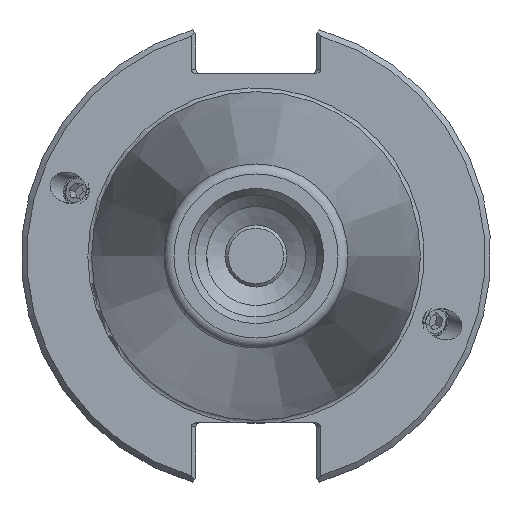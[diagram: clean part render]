
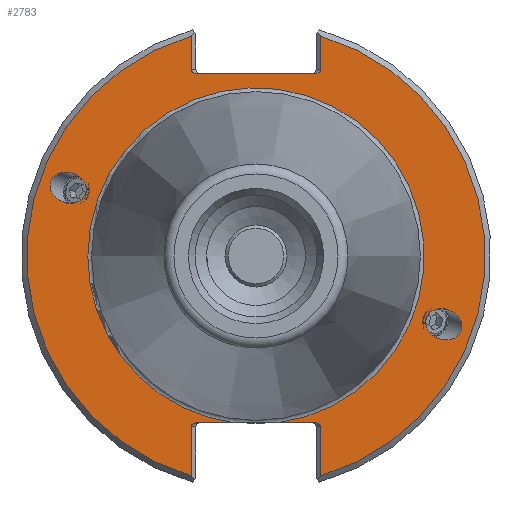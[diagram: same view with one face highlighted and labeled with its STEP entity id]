
A CAD part, left-side view. The second image highlights one B-rep face of the part: STEP entity #2783.
In plain terms, the highlighted planar face has unit normal (-1, 0, 0).
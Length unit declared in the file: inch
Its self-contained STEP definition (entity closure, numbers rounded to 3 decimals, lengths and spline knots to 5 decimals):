
#274=ELLIPSE('',#2911,0.09853,0.08071);
#275=ELLIPSE('',#2921,0.09853,0.08071);
#277=ELLIPSE('',#3002,0.02828,0.02);
#283=ELLIPSE('',#3015,0.02828,0.02);
#284=ELLIPSE('',#3019,0.02828,0.02);
#289=ELLIPSE('',#3031,0.02828,0.02);
#344=FACE_BOUND('',#776,.T.);
#345=FACE_BOUND('',#777,.T.);
#415=PLANE('',#3053);
#547=FACE_OUTER_BOUND('',#775,.T.);
#775=EDGE_LOOP('',(#2334,#2335,#2336,#2337,#2338,#2339,#2340,#2341,#2342,
#2343,#2344,#2345,#2346,#2347));
#776=EDGE_LOOP('',(#2348));
#777=EDGE_LOOP('',(#2349));
#967=CIRCLE('',#3051,0.895);
#969=CIRCLE('',#3054,1.22);
#970=CIRCLE('',#3055,1.22);
#1079=LINE('',#5634,#1216);
#1087=LINE('',#5664,#1224);
#1094=LINE('',#5690,#1231);
#1102=LINE('',#5720,#1239);
#1103=LINE('',#5733,#1240);
#1106=LINE('',#5778,#1243);
#1107=LINE('',#5781,#1244);
#1216=VECTOR('',#3549,0.1782);
#1224=VECTOR('',#3575,0.1782);
#1231=VECTOR('',#3596,0.2622);
#1239=VECTOR('',#3622,0.2622);
#1240=VECTOR('',#3635,0.63343);
#1243=VECTOR('',#3666,0.205);
#1244=VECTOR('',#3671,0.205);
#1324=VERTEX_POINT('',#4083);
#1331=VERTEX_POINT('',#4184);
#1441=VERTEX_POINT('',#5612);
#1442=VERTEX_POINT('',#5614);
#1447=VERTEX_POINT('',#5630);
#1451=VERTEX_POINT('',#5651);
#1452=VERTEX_POINT('',#5653);
#1454=VERTEX_POINT('',#5663);
#1455=VERTEX_POINT('',#5669);
#1456=VERTEX_POINT('',#5670);
#1460=VERTEX_POINT('',#5686);
#1463=VERTEX_POINT('',#5705);
#1464=VERTEX_POINT('',#5707);
#1467=VERTEX_POINT('',#5719);
#1476=VERTEX_POINT('',#5761);
#1477=VERTEX_POINT('',#5762);
#1598=EDGE_CURVE('',#1324,#1324,#274,.T.);
#1605=EDGE_CURVE('',#1331,#1331,#275,.T.);
#1738=EDGE_CURVE('',#1441,#1442,#277,.T.);
#1747=EDGE_CURVE('',#1447,#1441,#1079,.T.);
#1756=EDGE_CURVE('',#1451,#1452,#283,.T.);
#1760=EDGE_CURVE('',#1452,#1454,#1087,.T.);
#1762=EDGE_CURVE('',#1455,#1456,#284,.T.);
#1772=EDGE_CURVE('',#1460,#1455,#1094,.T.);
#1780=EDGE_CURVE('',#1463,#1464,#289,.T.);
#1785=EDGE_CURVE('',#1464,#1467,#1102,.T.);
#1790=EDGE_CURVE('',#1442,#1451,#1103,.T.);
#1801=EDGE_CURVE('',#1476,#1477,#967,.T.);
#1803=EDGE_CURVE('',#1456,#1476,#1106,.T.);
#1804=EDGE_CURVE('',#1454,#1460,#969,.T.);
#1805=EDGE_CURVE('',#1467,#1447,#970,.T.);
#1806=EDGE_CURVE('',#1477,#1463,#1107,.T.);
#2334=ORIENTED_EDGE('',*,*,#1801,.F.);
#2335=ORIENTED_EDGE('',*,*,#1803,.F.);
#2336=ORIENTED_EDGE('',*,*,#1762,.F.);
#2337=ORIENTED_EDGE('',*,*,#1772,.F.);
#2338=ORIENTED_EDGE('',*,*,#1804,.F.);
#2339=ORIENTED_EDGE('',*,*,#1760,.F.);
#2340=ORIENTED_EDGE('',*,*,#1756,.F.);
#2341=ORIENTED_EDGE('',*,*,#1790,.F.);
#2342=ORIENTED_EDGE('',*,*,#1738,.F.);
#2343=ORIENTED_EDGE('',*,*,#1747,.F.);
#2344=ORIENTED_EDGE('',*,*,#1805,.F.);
#2345=ORIENTED_EDGE('',*,*,#1785,.F.);
#2346=ORIENTED_EDGE('',*,*,#1780,.F.);
#2347=ORIENTED_EDGE('',*,*,#1806,.F.);
#2348=ORIENTED_EDGE('',*,*,#1598,.T.);
#2349=ORIENTED_EDGE('',*,*,#1605,.T.);
#2783=ADVANCED_FACE('',(#547,#344,#345),#415,.T.);
#2911=AXIS2_PLACEMENT_3D('',#4084,#3303,#3304);
#2921=AXIS2_PLACEMENT_3D('',#4185,#3323,#3324);
#3002=AXIS2_PLACEMENT_3D('',#5615,#3531,#3532);
#3015=AXIS2_PLACEMENT_3D('',#5654,#3567,#3568);
#3019=AXIS2_PLACEMENT_3D('',#5671,#3578,#3579);
#3031=AXIS2_PLACEMENT_3D('',#5708,#3613,#3614);
#3051=AXIS2_PLACEMENT_3D('',#5774,#3660,#3661);
#3053=AXIS2_PLACEMENT_3D('',#5777,#3664,#3665);
#3054=AXIS2_PLACEMENT_3D('',#5779,#3667,#3668);
#3055=AXIS2_PLACEMENT_3D('',#5780,#3669,#3670);
#3303=DIRECTION('center_axis',(1.,0.,0.));
#3304=DIRECTION('ref_axis',(0.,-0.94,-0.342));
#3323=DIRECTION('center_axis',(1.,0.,0.));
#3324=DIRECTION('ref_axis',(0.,0.94,0.342));
#3531=DIRECTION('center_axis',(-1.,0.,0.));
#3532=DIRECTION('ref_axis',(0.,1.,0.));
#3549=DIRECTION('',(0.,0.,-1.));
#3567=DIRECTION('center_axis',(-1.,0.,0.));
#3568=DIRECTION('ref_axis',(0.,-1.,0.));
#3575=DIRECTION('',(0.,0.,1.));
#3578=DIRECTION('center_axis',(-1.,0.,0.));
#3579=DIRECTION('ref_axis',(0.,-1.,0.));
#3596=DIRECTION('',(0.,0.,1.));
#3613=DIRECTION('center_axis',(-1.,0.,0.));
#3614=DIRECTION('ref_axis',(0.,1.,0.));
#3622=DIRECTION('',(0.,0.,-1.));
#3635=DIRECTION('',(0.,-1.,0.));
#3660=DIRECTION('center_axis',(-1.,0.,0.));
#3661=DIRECTION('ref_axis',(0.,-1.,0.));
#3664=DIRECTION('center_axis',(-1.,0.,0.));
#3665=DIRECTION('ref_axis',(0.,0.,1.));
#3666=DIRECTION('',(0.,1.,0.));
#3667=DIRECTION('center_axis',(1.,0.,0.));
#3668=DIRECTION('ref_axis',(0.,-1.,0.));
#3669=DIRECTION('center_axis',(1.,0.,0.));
#3670=DIRECTION('ref_axis',(0.,1.,0.));
#3671=DIRECTION('',(0.,1.,0.));
#4083=CARTESIAN_POINT('',(0.125,-0.90631,-0.32987));
#4084=CARTESIAN_POINT('Origin',(0.125,-0.99889,-0.36357));
#4184=CARTESIAN_POINT('',(0.125,0.90631,0.32987));
#4185=CARTESIAN_POINT('Origin',(0.125,0.99889,0.36357));
#5612=CARTESIAN_POINT('',(0.125,0.345,0.992));
#5614=CARTESIAN_POINT('',(0.125,0.31672,0.972));
#5615=CARTESIAN_POINT('Origin',(0.125,0.31672,0.992));
#5630=CARTESIAN_POINT('',(0.125,0.345,1.1702));
#5634=CARTESIAN_POINT('',(0.125,0.345,0.486));
#5651=CARTESIAN_POINT('',(0.125,-0.31672,0.972));
#5653=CARTESIAN_POINT('',(0.125,-0.345,0.992));
#5654=CARTESIAN_POINT('Origin',(0.125,-0.31672,0.992));
#5663=CARTESIAN_POINT('',(0.125,-0.345,1.1702));
#5664=CARTESIAN_POINT('',(0.125,-0.345,0.486));
#5669=CARTESIAN_POINT('',(0.125,-0.345,-0.908));
#5670=CARTESIAN_POINT('',(0.125,-0.31672,-0.888));
#5671=CARTESIAN_POINT('Origin',(0.125,-0.31672,-0.908));
#5686=CARTESIAN_POINT('',(0.125,-0.345,-1.1702));
#5690=CARTESIAN_POINT('',(0.125,-0.345,-0.444));
#5705=CARTESIAN_POINT('',(0.125,0.31672,-0.888));
#5707=CARTESIAN_POINT('',(0.125,0.345,-0.908));
#5708=CARTESIAN_POINT('Origin',(0.125,0.31672,-0.908));
#5719=CARTESIAN_POINT('',(0.125,0.345,-1.1702));
#5720=CARTESIAN_POINT('',(0.125,0.345,-0.444));
#5733=CARTESIAN_POINT('',(0.125,0.53125,0.972));
#5761=CARTESIAN_POINT('',(0.125,-0.11172,-0.888));
#5762=CARTESIAN_POINT('',(0.125,0.11172,-0.888));
#5774=CARTESIAN_POINT('Origin',(0.125,0.,0.));
#5777=CARTESIAN_POINT('Origin',(0.125,1.0625,0.));
#5778=CARTESIAN_POINT('',(0.125,0.53125,-0.888));
#5779=CARTESIAN_POINT('Origin',(0.125,0.,0.));
#5780=CARTESIAN_POINT('Origin',(0.125,0.,0.));
#5781=CARTESIAN_POINT('',(0.125,0.53125,-0.888));
